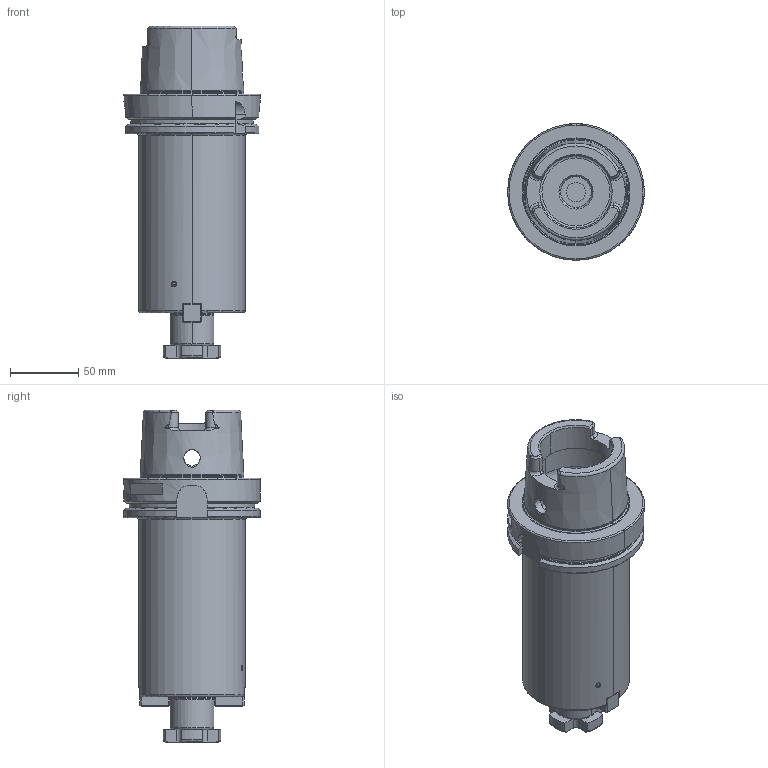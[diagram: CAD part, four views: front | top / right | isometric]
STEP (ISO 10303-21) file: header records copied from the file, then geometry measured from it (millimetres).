
FILE_DESCRIPTION((''),'2;1');
FILE_NAME('A100_11_32_2','2021-04-06T',('103090'),(''),'CREO PARAMETRIC BY PTC INC, 2016260','CREO PARAMETRIC BY PTC INC, 2016260','');
FILE_SCHEMA(('CONFIG_CONTROL_DESIGN'));
Length unit declared in the file: millimetre
Products named in the file (1): A100_11_32_2
Bounding box: 100 x 100 x 243 mm (x, y, z)
Volume: 889388.8 mm3; surface area: 97322.9 mm2
Topology: 3 solids, 12 shells, 446 faces, 1069 edges, 627 vertices
Faces by surface type: plane 153, cone 120, cylinder 114, torus 55, sphere 4
Entity records: 13909 total; most frequent: CARTESIAN_POINT 3612, DIRECTION 2222, ORIENTED_EDGE 2094, EDGE_CURVE 1047, AXIS2_PLACEMENT_3D 874, VERTEX_POINT 627, EDGE_LOOP 476, VECTOR 474
